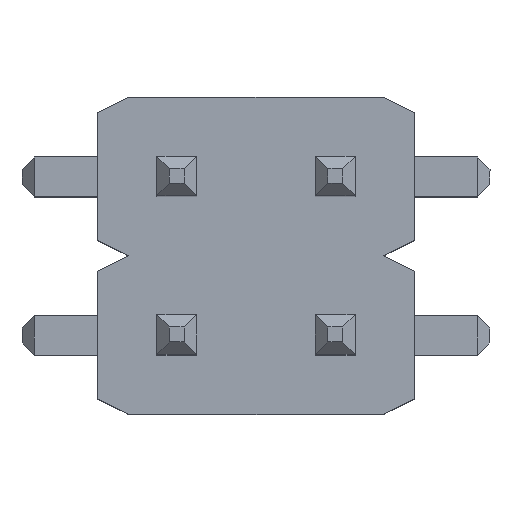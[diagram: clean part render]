
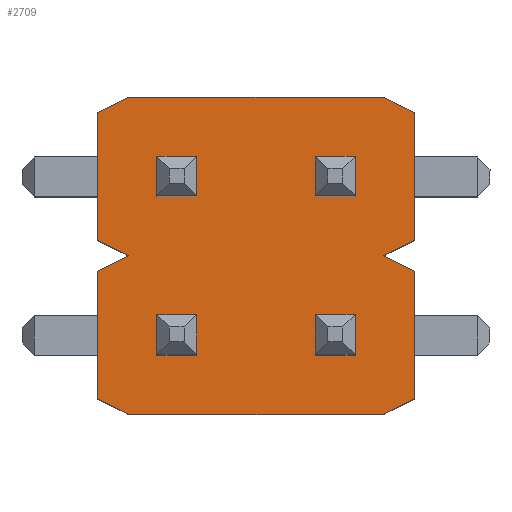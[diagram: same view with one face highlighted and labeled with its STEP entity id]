
A CAD part, top view. The second image highlights one B-rep face of the part: STEP entity #2709.
In plain terms, the highlighted planar face has unit normal (0, 0, 1).
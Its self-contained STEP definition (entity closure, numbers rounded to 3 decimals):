
#174=ORIENTED_EDGE('',*,*,#624,.T.);
#175=ORIENTED_EDGE('',*,*,#634,.T.);
#176=ORIENTED_EDGE('',*,*,#625,.F.);
#177=ORIENTED_EDGE('',*,*,#639,.T.);
#178=ORIENTED_EDGE('',*,*,#647,.T.);
#179=ORIENTED_EDGE('',*,*,#640,.F.);
#180=ORIENTED_EDGE('',*,*,#653,.T.);
#181=ORIENTED_EDGE('',*,*,#677,.F.);
#182=ORIENTED_EDGE('',*,*,#656,.T.);
#183=ORIENTED_EDGE('',*,*,#597,.T.);
#184=ORIENTED_EDGE('',*,*,#607,.T.);
#185=ORIENTED_EDGE('',*,*,#615,.T.);
#186=ORIENTED_EDGE('',*,*,#609,.T.);
#187=ORIENTED_EDGE('',*,*,#621,.T.);
#188=ORIENTED_EDGE('',*,*,#678,.F.);
#189=ORIENTED_EDGE('',*,*,#679,.F.);
#190=ORIENTED_EDGE('',*,*,#680,.F.);
#191=ORIENTED_EDGE('',*,*,#681,.F.);
#192=ORIENTED_EDGE('',*,*,#682,.F.);
#193=ORIENTED_EDGE('',*,*,#683,.F.);
#194=ORIENTED_EDGE('',*,*,#684,.F.);
#195=ORIENTED_EDGE('',*,*,#685,.F.);
#196=ORIENTED_EDGE('',*,*,#686,.F.);
#197=ORIENTED_EDGE('',*,*,#687,.F.);
#198=ORIENTED_EDGE('',*,*,#688,.F.);
#199=ORIENTED_EDGE('',*,*,#689,.F.);
#200=ORIENTED_EDGE('',*,*,#690,.F.);
#201=ORIENTED_EDGE('',*,*,#691,.F.);
#202=ORIENTED_EDGE('',*,*,#692,.F.);
#203=ORIENTED_EDGE('',*,*,#693,.F.);
#597=EDGE_CURVE('',#872,#870,#1043,.T.);
#607=EDGE_CURVE('',#870,#879,#1053,.T.);
#609=EDGE_CURVE('',#882,#881,#1055,.T.);
#615=EDGE_CURVE('',#879,#882,#1061,.T.);
#621=EDGE_CURVE('',#881,#889,#1067,.T.);
#624=EDGE_CURVE('',#889,#891,#1070,.T.);
#625=EDGE_CURVE('',#892,#893,#1071,.T.);
#634=EDGE_CURVE('',#891,#893,#1080,.T.);
#639=EDGE_CURVE('',#892,#901,#1085,.T.);
#640=EDGE_CURVE('',#902,#903,#1086,.T.);
#647=EDGE_CURVE('',#901,#903,#1093,.T.);
#653=EDGE_CURVE('',#902,#911,#1099,.T.);
#656=EDGE_CURVE('',#913,#872,#1102,.T.);
#677=EDGE_CURVE('',#913,#911,#1123,.T.);
#678=EDGE_CURVE('',#930,#931,#1124,.T.);
#679=EDGE_CURVE('',#932,#930,#1125,.T.);
#680=EDGE_CURVE('',#933,#932,#1126,.T.);
#681=EDGE_CURVE('',#931,#933,#1127,.T.);
#682=EDGE_CURVE('',#934,#935,#1128,.T.);
#683=EDGE_CURVE('',#936,#934,#1129,.T.);
#684=EDGE_CURVE('',#937,#936,#1130,.T.);
#685=EDGE_CURVE('',#935,#937,#1131,.T.);
#686=EDGE_CURVE('',#938,#939,#1132,.T.);
#687=EDGE_CURVE('',#940,#938,#1133,.T.);
#688=EDGE_CURVE('',#941,#940,#1134,.T.);
#689=EDGE_CURVE('',#939,#941,#1135,.T.);
#690=EDGE_CURVE('',#942,#943,#1136,.T.);
#691=EDGE_CURVE('',#944,#942,#1137,.T.);
#692=EDGE_CURVE('',#945,#944,#1138,.T.);
#693=EDGE_CURVE('',#943,#945,#1139,.T.);
#870=VERTEX_POINT('',#3457);
#872=VERTEX_POINT('',#3460);
#879=VERTEX_POINT('',#3478);
#881=VERTEX_POINT('',#3483);
#882=VERTEX_POINT('',#3485);
#889=VERTEX_POINT('',#3506);
#891=VERTEX_POINT('',#3512);
#892=VERTEX_POINT('',#3516);
#893=VERTEX_POINT('',#3517);
#901=VERTEX_POINT('',#3542);
#902=VERTEX_POINT('',#3546);
#903=VERTEX_POINT('',#3547);
#911=VERTEX_POINT('',#3570);
#913=VERTEX_POINT('',#3577);
#930=VERTEX_POINT('',#3620);
#931=VERTEX_POINT('',#3621);
#932=VERTEX_POINT('',#3623);
#933=VERTEX_POINT('',#3625);
#934=VERTEX_POINT('',#3628);
#935=VERTEX_POINT('',#3629);
#936=VERTEX_POINT('',#3631);
#937=VERTEX_POINT('',#3633);
#938=VERTEX_POINT('',#3636);
#939=VERTEX_POINT('',#3637);
#940=VERTEX_POINT('',#3639);
#941=VERTEX_POINT('',#3641);
#942=VERTEX_POINT('',#3644);
#943=VERTEX_POINT('',#3645);
#944=VERTEX_POINT('',#3647);
#945=VERTEX_POINT('',#3649);
#1043=LINE('',#3459,#1301);
#1053=LINE('',#3479,#1311);
#1055=LINE('',#3484,#1313);
#1061=LINE('',#3495,#1319);
#1067=LINE('',#3507,#1325);
#1070=LINE('',#3513,#1328);
#1071=LINE('',#3515,#1329);
#1080=LINE('',#3533,#1338);
#1085=LINE('',#3543,#1343);
#1086=LINE('',#3545,#1344);
#1093=LINE('',#3559,#1351);
#1099=LINE('',#3571,#1357);
#1102=LINE('',#3576,#1360);
#1123=LINE('',#3618,#1381);
#1124=LINE('',#3619,#1382);
#1125=LINE('',#3622,#1383);
#1126=LINE('',#3624,#1384);
#1127=LINE('',#3626,#1385);
#1128=LINE('',#3627,#1386);
#1129=LINE('',#3630,#1387);
#1130=LINE('',#3632,#1388);
#1131=LINE('',#3634,#1389);
#1132=LINE('',#3635,#1390);
#1133=LINE('',#3638,#1391);
#1134=LINE('',#3640,#1392);
#1135=LINE('',#3642,#1393);
#1136=LINE('',#3643,#1394);
#1137=LINE('',#3646,#1395);
#1138=LINE('',#3648,#1396);
#1139=LINE('',#3650,#1397);
#1301=VECTOR('',#2941,1000.);
#1311=VECTOR('',#2955,1000.);
#1313=VECTOR('',#2959,1000.);
#1319=VECTOR('',#2967,1000.);
#1325=VECTOR('',#2977,1000.);
#1328=VECTOR('',#2982,1000.);
#1329=VECTOR('',#2985,1000.);
#1338=VECTOR('',#2998,1000.);
#1343=VECTOR('',#3007,1000.);
#1344=VECTOR('',#3010,1000.);
#1351=VECTOR('',#3019,1000.);
#1357=VECTOR('',#3029,1000.);
#1360=VECTOR('',#3034,1000.);
#1381=VECTOR('',#3063,1000.);
#1382=VECTOR('',#3064,1000.);
#1383=VECTOR('',#3065,1000.);
#1384=VECTOR('',#3066,1000.);
#1385=VECTOR('',#3067,1000.);
#1386=VECTOR('',#3068,1000.);
#1387=VECTOR('',#3069,1000.);
#1388=VECTOR('',#3070,1000.);
#1389=VECTOR('',#3071,1000.);
#1390=VECTOR('',#3072,1000.);
#1391=VECTOR('',#3073,1000.);
#1392=VECTOR('',#3074,1000.);
#1393=VECTOR('',#3075,1000.);
#1394=VECTOR('',#3076,1000.);
#1395=VECTOR('',#3077,1000.);
#1396=VECTOR('',#3078,1000.);
#1397=VECTOR('',#3079,1000.);
#1583=EDGE_LOOP('',(#174,#175,#176,#177,#178,#179,#180,#181,#182,#183,#184,
#185,#186,#187));
#1584=EDGE_LOOP('',(#188,#189,#190,#191));
#1585=EDGE_LOOP('',(#192,#193,#194,#195));
#1586=EDGE_LOOP('',(#196,#197,#198,#199));
#1587=EDGE_LOOP('',(#200,#201,#202,#203));
#1703=FACE_BOUND('',#1583,.T.);
#1704=FACE_BOUND('',#1584,.T.);
#1705=FACE_BOUND('',#1585,.T.);
#1706=FACE_BOUND('',#1586,.T.);
#1707=FACE_BOUND('',#1587,.T.);
#1819=PLANE('',#2828);
#2709=ADVANCED_FACE('',(#1703,#1704,#1705,#1706,#1707),#1819,.T.);
#2828=AXIS2_PLACEMENT_3D('',#3617,#3061,#3062);
#2941=DIRECTION('',(1.,0.,0.));
#2955=DIRECTION('',(0.447,0.894,0.));
#2959=DIRECTION('',(1.,0.,0.));
#2967=DIRECTION('',(0.447,-0.894,0.));
#2977=DIRECTION('',(0.447,0.894,0.));
#2982=DIRECTION('',(0.,1.,0.));
#2985=DIRECTION('',(1.,0.,0.));
#2998=DIRECTION('',(-0.447,0.894,0.));
#3007=DIRECTION('',(-0.447,-0.894,0.));
#3010=DIRECTION('',(1.,0.,0.));
#3019=DIRECTION('',(-0.447,0.894,0.));
#3029=DIRECTION('',(-0.447,-0.894,0.));
#3034=DIRECTION('',(0.447,-0.894,0.));
#3061=DIRECTION('',(0.,0.,1.));
#3062=DIRECTION('',(1.,0.,0.));
#3063=DIRECTION('',(0.,1.,0.));
#3064=DIRECTION('',(-1.,0.,0.));
#3065=DIRECTION('',(0.,1.,0.));
#3066=DIRECTION('',(1.,0.,0.));
#3067=DIRECTION('',(0.,-1.,0.));
#3068=DIRECTION('',(-1.,0.,0.));
#3069=DIRECTION('',(0.,1.,0.));
#3070=DIRECTION('',(1.,0.,0.));
#3071=DIRECTION('',(0.,-1.,0.));
#3072=DIRECTION('',(-1.,0.,0.));
#3073=DIRECTION('',(0.,1.,0.));
#3074=DIRECTION('',(1.,0.,0.));
#3075=DIRECTION('',(0.,-1.,0.));
#3076=DIRECTION('',(-1.,0.,0.));
#3077=DIRECTION('',(0.,1.,0.));
#3078=DIRECTION('',(1.,0.,0.));
#3079=DIRECTION('',(0.,-1.,0.));
#3457=CARTESIAN_POINT('',(-0.25,-2.54,1.27));
#3459=CARTESIAN_POINT('',(-2.54,-2.54,1.27));
#3460=CARTESIAN_POINT('',(-2.29,-2.54,1.27));
#3478=CARTESIAN_POINT('',(0.,-2.04,1.27));
#3479=CARTESIAN_POINT('',(-0.25,-2.54,1.27));
#3483=CARTESIAN_POINT('',(2.29,-2.54,1.27));
#3484=CARTESIAN_POINT('',(-2.54,-2.54,1.27));
#3485=CARTESIAN_POINT('',(0.25,-2.54,1.27));
#3495=CARTESIAN_POINT('',(0.,-2.04,1.27));
#3506=CARTESIAN_POINT('',(2.54,-2.04,1.27));
#3507=CARTESIAN_POINT('',(2.29,-2.54,1.27));
#3512=CARTESIAN_POINT('',(2.54,2.04,1.27));
#3513=CARTESIAN_POINT('',(2.54,-2.54,1.27));
#3515=CARTESIAN_POINT('',(-2.54,2.54,1.27));
#3516=CARTESIAN_POINT('',(0.25,2.54,1.27));
#3517=CARTESIAN_POINT('',(2.29,2.54,1.27));
#3533=CARTESIAN_POINT('',(2.54,2.04,1.27));
#3542=CARTESIAN_POINT('',(0.,2.04,1.27));
#3543=CARTESIAN_POINT('',(0.25,2.54,1.27));
#3545=CARTESIAN_POINT('',(-2.54,2.54,1.27));
#3546=CARTESIAN_POINT('',(-2.29,2.54,1.27));
#3547=CARTESIAN_POINT('',(-0.25,2.54,1.27));
#3559=CARTESIAN_POINT('',(0.,2.04,1.27));
#3570=CARTESIAN_POINT('',(-2.54,2.04,1.27));
#3571=CARTESIAN_POINT('',(-2.29,2.54,1.27));
#3576=CARTESIAN_POINT('',(-2.54,-2.04,1.27));
#3577=CARTESIAN_POINT('',(-2.54,-2.04,1.27));
#3617=CARTESIAN_POINT('',(-2.54,-2.54,1.27));
#3618=CARTESIAN_POINT('',(-2.54,-2.54,1.27));
#3619=CARTESIAN_POINT('',(-0.95,-0.95,1.27));
#3620=CARTESIAN_POINT('',(-0.95,-0.95,1.27));
#3621=CARTESIAN_POINT('',(-1.59,-0.95,1.27));
#3622=CARTESIAN_POINT('',(-0.95,-1.59,1.27));
#3623=CARTESIAN_POINT('',(-0.95,-1.59,1.27));
#3624=CARTESIAN_POINT('',(-1.59,-1.59,1.27));
#3625=CARTESIAN_POINT('',(-1.59,-1.59,1.27));
#3626=CARTESIAN_POINT('',(-1.59,-0.95,1.27));
#3627=CARTESIAN_POINT('',(1.59,-0.95,1.27));
#3628=CARTESIAN_POINT('',(1.59,-0.95,1.27));
#3629=CARTESIAN_POINT('',(0.95,-0.95,1.27));
#3630=CARTESIAN_POINT('',(1.59,-1.59,1.27));
#3631=CARTESIAN_POINT('',(1.59,-1.59,1.27));
#3632=CARTESIAN_POINT('',(0.95,-1.59,1.27));
#3633=CARTESIAN_POINT('',(0.95,-1.59,1.27));
#3634=CARTESIAN_POINT('',(0.95,-0.95,1.27));
#3635=CARTESIAN_POINT('',(-0.95,1.59,1.27));
#3636=CARTESIAN_POINT('',(-0.95,1.59,1.27));
#3637=CARTESIAN_POINT('',(-1.59,1.59,1.27));
#3638=CARTESIAN_POINT('',(-0.95,0.95,1.27));
#3639=CARTESIAN_POINT('',(-0.95,0.95,1.27));
#3640=CARTESIAN_POINT('',(-1.59,0.95,1.27));
#3641=CARTESIAN_POINT('',(-1.59,0.95,1.27));
#3642=CARTESIAN_POINT('',(-1.59,1.59,1.27));
#3643=CARTESIAN_POINT('',(1.59,1.59,1.27));
#3644=CARTESIAN_POINT('',(1.59,1.59,1.27));
#3645=CARTESIAN_POINT('',(0.95,1.59,1.27));
#3646=CARTESIAN_POINT('',(1.59,0.95,1.27));
#3647=CARTESIAN_POINT('',(1.59,0.95,1.27));
#3648=CARTESIAN_POINT('',(0.95,0.95,1.27));
#3649=CARTESIAN_POINT('',(0.95,0.95,1.27));
#3650=CARTESIAN_POINT('',(0.95,1.59,1.27));
